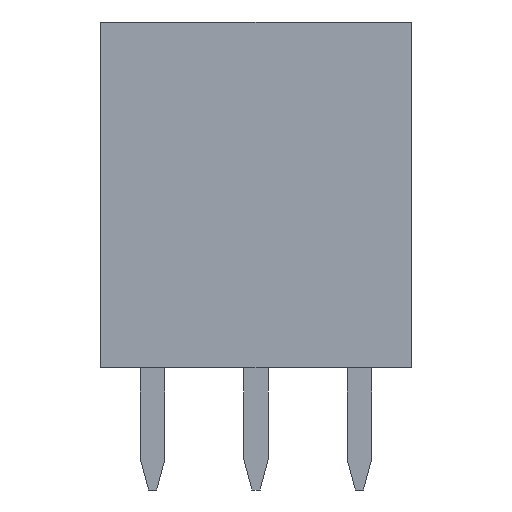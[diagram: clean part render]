
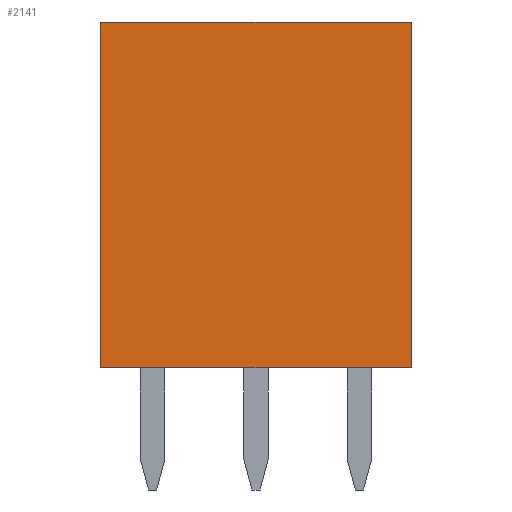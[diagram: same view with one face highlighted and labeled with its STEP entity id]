
A CAD part, front view. The second image highlights one B-rep face of the part: STEP entity #2141.
In plain terms, the highlighted planar face has unit normal (0, -1, 0).
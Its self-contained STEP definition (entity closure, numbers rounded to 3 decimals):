
#2141=ADVANCED_FACE('',(#4707),#4709,.T.);
#4707=FACE_BOUND('',#4708,.T.);
#4708=EDGE_LOOP('',(#6733,#6734,#6735,#6736));
#4709=PLANE('',#4710);
#4710=AXIS2_PLACEMENT_3D('',#4711,#4712,#4713);
#4711=CARTESIAN_POINT('',(-1.27,-1.27,0.));
#4712=DIRECTION('',(0.,-1.,0.));
#4713=DIRECTION('',(1.,0.,0.));
#6733=ORIENTED_EDGE('',*,*,#7940,.T.);
#6734=ORIENTED_EDGE('',*,*,#7822,.T.);
#6735=ORIENTED_EDGE('',*,*,#7923,.F.);
#6736=ORIENTED_EDGE('',*,*,#7827,.F.);
#7822=EDGE_CURVE('',#9127,#9125,#9128,.T.);
#7827=EDGE_CURVE('',#9133,#9135,#9136,.T.);
#7923=EDGE_CURVE('',#9135,#9125,#9283,.T.);
#7940=EDGE_CURVE('',#9133,#9127,#9308,.T.);
#9125=VERTEX_POINT('',#11829);
#9127=VERTEX_POINT('',#11833);
#9128=LINE('',#11834,#11835);
#9133=VERTEX_POINT('',#11847);
#9135=VERTEX_POINT('',#11851);
#9136=LINE('',#11852,#11853);
#9283=LINE('',#12199,#12200);
#9308=LINE('',#12258,#12259);
#11829=CARTESIAN_POINT('',(6.35,-1.27,8.5));
#11833=CARTESIAN_POINT('',(6.35,-1.27,0.));
#11834=CARTESIAN_POINT('',(6.35,-1.27,0.));
#11835=VECTOR('',#11836,1.);
#11836=DIRECTION('',(0.,0.,1.));
#11847=CARTESIAN_POINT('',(-1.27,-1.27,0.));
#11851=CARTESIAN_POINT('',(-1.27,-1.27,8.5));
#11852=CARTESIAN_POINT('',(-1.27,-1.27,0.));
#11853=VECTOR('',#11854,1.);
#11854=DIRECTION('',(0.,0.,1.));
#12199=CARTESIAN_POINT('',(-1.27,-1.27,8.5));
#12200=VECTOR('',#12201,1.);
#12201=DIRECTION('',(1.,0.,0.));
#12258=CARTESIAN_POINT('',(-1.27,-1.27,0.));
#12259=VECTOR('',#12260,1.);
#12260=DIRECTION('',(1.,0.,0.));
